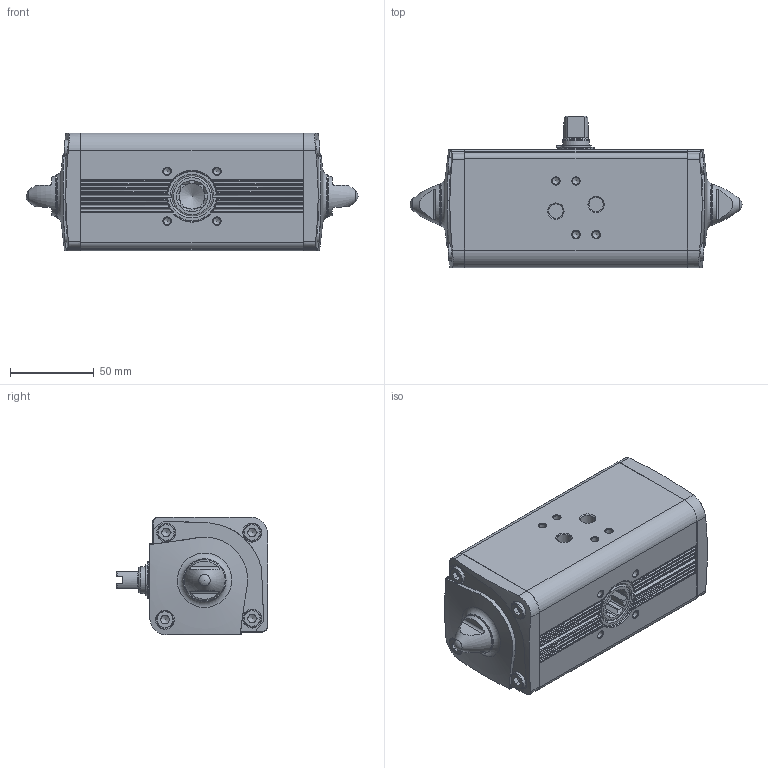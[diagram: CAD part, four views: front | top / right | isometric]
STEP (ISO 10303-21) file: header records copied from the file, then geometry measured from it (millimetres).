
FILE_DESCRIPTION(/* description */ ('Unknown'),/* implementation_level */ '2;1');
FILE_NAME(/* name */ 'DA06',/* time_stamp */ '2022-08-11T12:53:43+02:00',/* author */ ('Unknown'),/* organization */ ('Unknown'),/* preprocessor_version */ 'ST-DEVELOPER v16.7',/* originating_system */ 'Solid Edge',/* authorisation */ 'Unknown');
FILE_SCHEMA (('AUTOMOTIVE_DESIGN {1 0 10303 214 3 1 1}'));
Length unit declared in the file: millimetre
Products named in the file (2): DAN0060411S_new; _DAN0060411S_new
Assembly tree (1 placements, depth 2):
  DAN0060411S_new
    _DAN0060411S_new
Bounding box: 198.1 x 90.4 x 70.4 mm (x, y, z)
Volume: 741664 mm3; surface area: 72707.3 mm2
Topology: 1 solids, 1 shells, 519 faces, 1348 edges, 860 vertices
Faces by surface type: plane 253, cylinder 143, cone 71, torus 50, sphere 2
Full cylindrical faces by diameter (mm): 1.7 x2, 4.134 x12, 4.917 x1, 8.566 x2, 10 x10, 15.1 x1, 16 x2, 19.3 x1, 22 x2, 24 x1, 56.2 x2
Entity records: 18774 total; most frequent: CARTESIAN_POINT 3233, DIRECTION 2444, ORIENTED_EDGE 2330, EDGE_CURVE 1165, AXIS2_PLACEMENT_3D 950, VERTEX_POINT 825, FACE_BOUND 702, EDGE_LOOP 680
